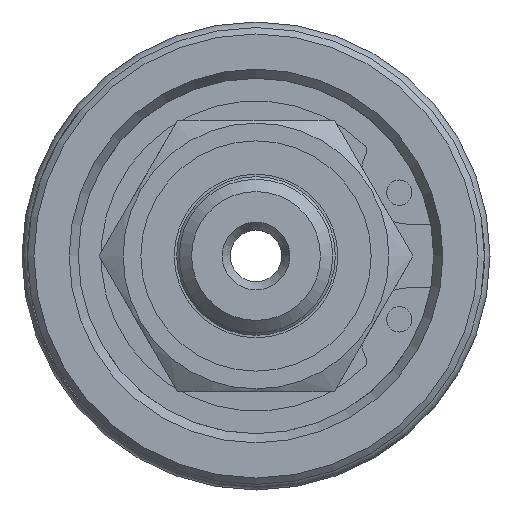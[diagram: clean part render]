
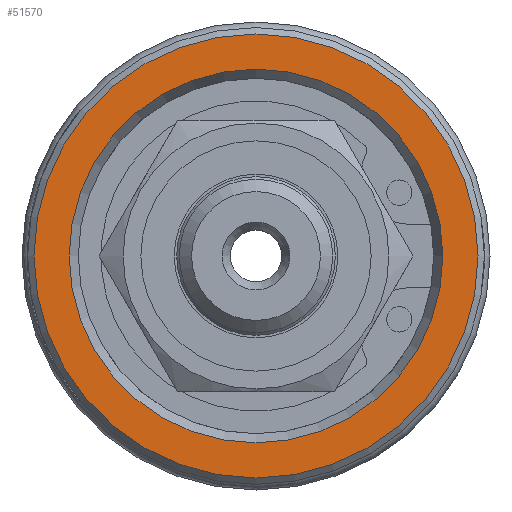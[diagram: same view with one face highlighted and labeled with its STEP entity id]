
A CAD part, left-side view. The second image highlights one B-rep face of the part: STEP entity #51570.
In plain terms, the highlighted planar face has unit normal (-1, 0, 0).
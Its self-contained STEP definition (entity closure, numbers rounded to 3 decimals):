
#51536=CARTESIAN_POINT('',(0.0,13.785,0.));
#51537=VERTEX_POINT('',#51536);
#51538=CARTESIAN_POINT('',(0.0,0.0,0.0));
#51539=DIRECTION('',(1.0,0.0,0.0));
#51540=DIRECTION('',(0.0,-1.0,0.0));
#51541=AXIS2_PLACEMENT_3D('',#51538,#51539,#51540);
#51542=CIRCLE('',#51541,13.785);
#51543=EDGE_CURVE('',#51537,#51537,#51542,.T.);
#51551=CARTESIAN_POINT('',(0.0,7.092,0.0));
#51552=DIRECTION('',(-1.0,0.0,0.0));
#51553=DIRECTION('',(0.0,0.0,1.0));
#51554=AXIS2_PLACEMENT_3D('',#51551,#51552,#51553);
#51555=PLANE('',#51554);
#51556=ORIENTED_EDGE('',*,*,#51543,.F.);
#51557=EDGE_LOOP('',(#51556));
#51558=FACE_OUTER_BOUND('',#51557,.T.);
#51559=CARTESIAN_POINT('',(0.0,11.6,0.0));
#51560=VERTEX_POINT('',#51559);
#51561=CARTESIAN_POINT('',(0.0,0.0,0.0));
#51562=DIRECTION('',(1.0,0.0,0.0));
#51563=DIRECTION('',(0.0,1.0,0.0));
#51564=AXIS2_PLACEMENT_3D('',#51561,#51562,#51563);
#51565=CIRCLE('',#51564,11.6);
#51566=EDGE_CURVE('',#51560,#51560,#51565,.T.);
#51567=ORIENTED_EDGE('',*,*,#51566,.T.);
#51568=EDGE_LOOP('',(#51567));
#51569=FACE_BOUND('',#51568,.T.);
#51570=ADVANCED_FACE('',(#51558,#51569),#51555,.T.);
